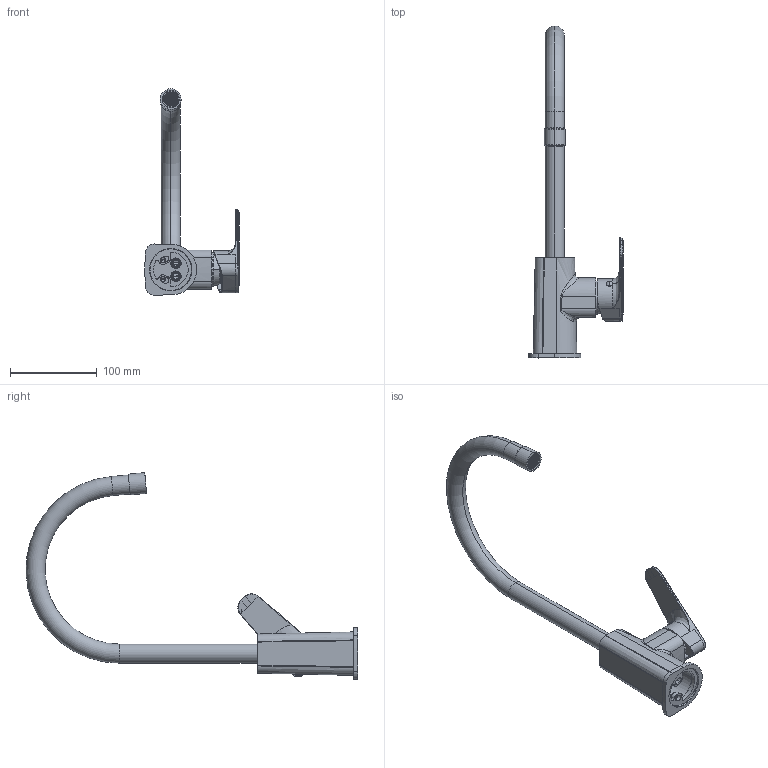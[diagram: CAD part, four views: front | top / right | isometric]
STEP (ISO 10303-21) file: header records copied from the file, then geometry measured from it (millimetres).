
FILE_DESCRIPTION((''),'2;1');
FILE_NAME('SY181CR','2021-11-09T09:42:26',('ut3'),('PAFFONI SpA'),'CREO PARAMETRIC BY PTC INC, 2020044','CREO PARAMETRIC BY PTC INC, 2020044','');
FILE_SCHEMA(('CONFIG_CONTROL_DESIGN','SHAPE_APPEARANCE_LAYERS_GROUPS'));
Length unit declared in the file: millimetre
Products named in the file (1): SY181CR
Bounding box: 108.84 x 383.2 x 238.6 mm (x, y, z)
Volume: 273537.3 mm3; surface area: 154811.4 mm2
Topology: 3 solids, 3 shells, 3323 faces, 9667 edges, 6308 vertices
Faces by surface type: plane 2401, cylinder 515, cone 210, bspline 101, torus 78, sphere 12, extrusion 6
Entity records: 145187 total; most frequent: CARTESIAN_POINT 31308, ORIENTED_EDGE 19290, DIRECTION 18310, EDGE_CURVE 9645, VECTOR 6380, LINE 6374, VERTEX_POINT 6308, AXIS2_PLACEMENT_3D 5965
